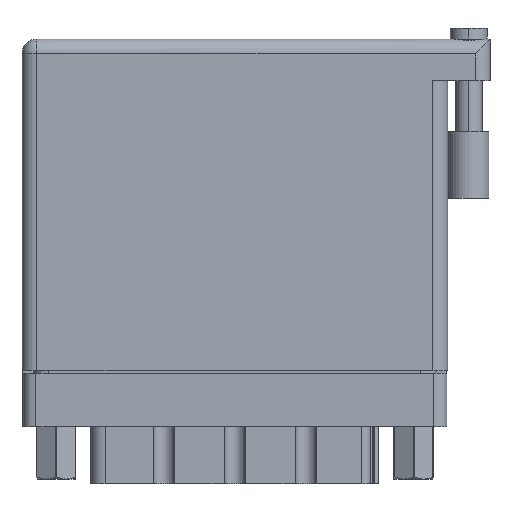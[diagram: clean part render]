
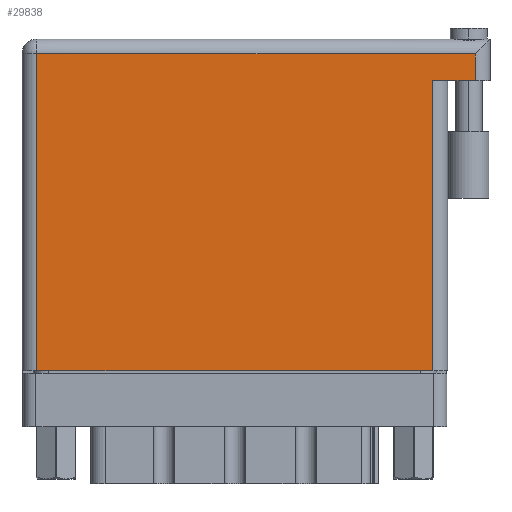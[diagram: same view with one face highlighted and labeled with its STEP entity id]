
A CAD part, front view. The second image highlights one B-rep face of the part: STEP entity #29838.
In plain terms, the highlighted face is planar.
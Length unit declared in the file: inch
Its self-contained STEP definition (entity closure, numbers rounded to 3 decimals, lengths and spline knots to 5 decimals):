
#584 = ORIENTED_EDGE ( 'NONE', *, *, #34995, .T. ) ;
#639 = VERTEX_POINT ( 'NONE', #3017 ) ;
#1065 = CARTESIAN_POINT ( 'NONE',  ( 0., 1.566, 0. ) ) ;
#2972 = ORIENTED_EDGE ( 'NONE', *, *, #19683, .T. ) ;
#3017 = CARTESIAN_POINT ( 'NONE',  ( 2.138, 1.369, 0. ) ) ;
#3106 = LINE ( 'NONE', #25755, #8508 ) ;
#4180 = ORIENTED_EDGE ( 'NONE', *, *, #33749, .T. ) ;
#5056 = VERTEX_POINT ( 'NONE', #14256 ) ;
#5184 = CARTESIAN_POINT ( 'NONE',  ( 0., 0., 0. ) ) ;
#8508 = VECTOR ( 'NONE', #41503, 39.37008 ) ;
#8842 = ORIENTED_EDGE ( 'NONE', *, *, #21608, .T. ) ;
#9266 = DIRECTION ( 'NONE',  ( -1., 0., 0. ) ) ;
#10266 = DIRECTION ( 'NONE',  ( 0., -1., 0. ) ) ;
#12487 = PLANE ( 'NONE',  #28905 ) ;
#12591 = CARTESIAN_POINT ( 'NONE',  ( 0.07, 0., 0. ) ) ;
#13344 = LINE ( 'NONE', #40353, #41487 ) ;
#14256 = CARTESIAN_POINT ( 'NONE',  ( 1.938, 1.369, 0. ) ) ;
#14545 = ORIENTED_EDGE ( 'NONE', *, *, #21692, .F. ) ;
#14623 = CARTESIAN_POINT ( 'NONE',  ( 2.138, 1.566, 0. ) ) ;
#17124 = DIRECTION ( 'NONE',  ( 0., 1., 0. ) ) ;
#19683 = EDGE_CURVE ( 'NONE', #21415, #22081, #42834, .T. ) ;
#21415 = VERTEX_POINT ( 'NONE', #12591 ) ;
#21608 = EDGE_CURVE ( 'NONE', #22081, #5056, #13344, .T. ) ;
#21692 = EDGE_CURVE ( 'NONE', #639, #5056, #3106, .T. ) ;
#22081 = VERTEX_POINT ( 'NONE', #35126 ) ;
#22583 = LINE ( 'NONE', #14623, #30327 ) ;
#25755 = CARTESIAN_POINT ( 'NONE',  ( 2.208, 1.369, 0. ) ) ;
#26865 = VECTOR ( 'NONE', #10266, 39.37008 ) ;
#27221 = FACE_OUTER_BOUND ( 'NONE', #38552, .T. ) ;
#27826 = DIRECTION ( 'NONE',  ( 0., 0., -1. ) ) ;
#28463 = CARTESIAN_POINT ( 'NONE',  ( 0.07, 1.496, 0. ) ) ;
#28905 = AXIS2_PLACEMENT_3D ( 'NONE', #1065, #27826, #35570 ) ;
#28999 = VECTOR ( 'NONE', #9266, 39.37008 ) ;
#29045 = VECTOR ( 'NONE', #39487, 39.37008 ) ;
#29838 = ADVANCED_FACE ( 'NONE', ( #27221 ), #12487, .F. ) ;
#30169 = DIRECTION ( 'NONE',  ( 0., 1., 0. ) ) ;
#30327 = VECTOR ( 'NONE', #30169, 39.37008 ) ;
#33749 = EDGE_CURVE ( 'NONE', #36947, #21415, #47221, .T. ) ;
#34995 = EDGE_CURVE ( 'NONE', #639, #37753, #22583, .T. ) ;
#35126 = CARTESIAN_POINT ( 'NONE',  ( 1.938, 0., 0. ) ) ;
#35570 = DIRECTION ( 'NONE',  ( -1., 0., 0. ) ) ;
#36896 = EDGE_CURVE ( 'NONE', #37753, #36947, #45177, .T. ) ;
#36947 = VERTEX_POINT ( 'NONE', #28463 ) ;
#37753 = VERTEX_POINT ( 'NONE', #48318 ) ;
#38552 = EDGE_LOOP ( 'NONE', ( #2972, #8842, #14545, #584, #48091, #4180 ) ) ;
#39487 = DIRECTION ( 'NONE',  ( 1., 0., 0. ) ) ;
#40353 = CARTESIAN_POINT ( 'NONE',  ( 1.938, 1.369, 0. ) ) ;
#40387 = CARTESIAN_POINT ( 'NONE',  ( 0.07, 0., 0. ) ) ;
#41487 = VECTOR ( 'NONE', #17124, 39.37008 ) ;
#41503 = DIRECTION ( 'NONE',  ( -1., 0., 0. ) ) ;
#42834 = LINE ( 'NONE', #5184, #29045 ) ;
#43860 = CARTESIAN_POINT ( 'NONE',  ( 0., 1.496, 0. ) ) ;
#45177 = LINE ( 'NONE', #43860, #28999 ) ;
#47221 = LINE ( 'NONE', #40387, #26865 ) ;
#48091 = ORIENTED_EDGE ( 'NONE', *, *, #36896, .T. ) ;
#48318 = CARTESIAN_POINT ( 'NONE',  ( 2.138, 1.496, 0. ) ) ;
